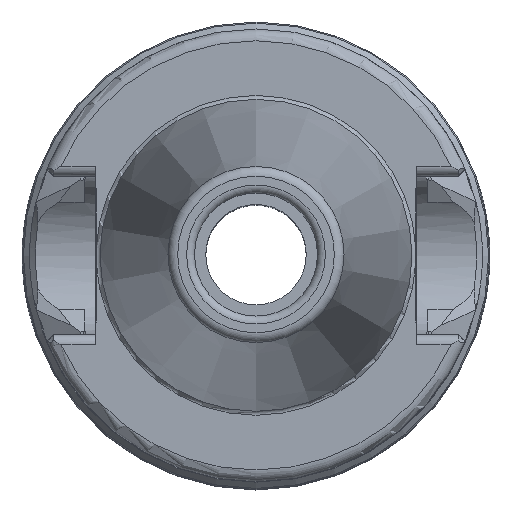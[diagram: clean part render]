
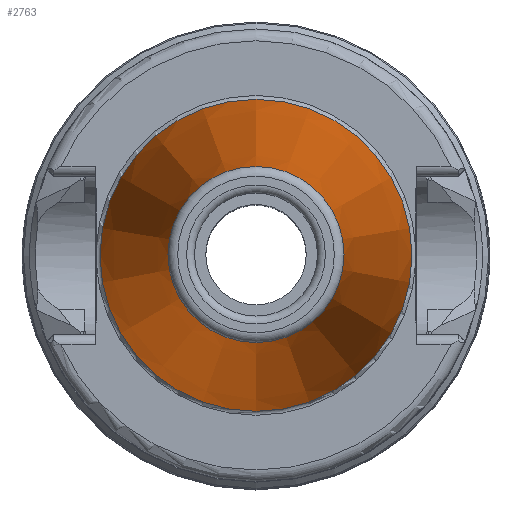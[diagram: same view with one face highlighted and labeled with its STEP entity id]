
A CAD part, top view. The second image highlights one B-rep face of the part: STEP entity #2763.
In plain terms, the highlighted conical face has half-angle 8.297 degrees and reference radius 12.394 mm.
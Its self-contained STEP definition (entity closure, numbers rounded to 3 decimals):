
#450=FACE_OUTER_BOUND('',#625,.T.);
#625=EDGE_LOOP('',(#2590,#2591,#2592,#2593,#2594));
#726=CIRCLE('',#3032,8.941);
#727=CIRCLE('',#3033,8.941);
#763=CIRCLE('',#3091,15.846);
#917=LINE('',#5824,#1071);
#1071=VECTOR('',#3860,12.394);
#1317=VERTEX_POINT('',#5723);
#1318=VERTEX_POINT('',#5725);
#1346=VERTEX_POINT('',#5820);
#1715=EDGE_CURVE('',#1317,#1318,#726,.T.);
#1716=EDGE_CURVE('',#1318,#1317,#727,.T.);
#1760=EDGE_CURVE('',#1346,#1346,#763,.T.);
#1762=EDGE_CURVE('',#1318,#1346,#917,.T.);
#2590=ORIENTED_EDGE('',*,*,#1716,.F.);
#2591=ORIENTED_EDGE('',*,*,#1762,.T.);
#2592=ORIENTED_EDGE('',*,*,#1760,.T.);
#2593=ORIENTED_EDGE('',*,*,#1762,.F.);
#2594=ORIENTED_EDGE('',*,*,#1715,.F.);
#2610=CONICAL_SURFACE('',#3092,12.394,0.145);
#2763=ADVANCED_FACE('',(#450),#2610,.T.);
#3032=AXIS2_PLACEMENT_3D('',#5726,#3729,#3730);
#3033=AXIS2_PLACEMENT_3D('',#5727,#3731,#3732);
#3091=AXIS2_PLACEMENT_3D('',#5821,#3855,#3856);
#3092=AXIS2_PLACEMENT_3D('',#5823,#3858,#3859);
#3729=DIRECTION('center_axis',(0.,0.,1.));
#3730=DIRECTION('ref_axis',(1.,0.,0.));
#3731=DIRECTION('center_axis',(0.,0.,1.));
#3732=DIRECTION('ref_axis',(1.,0.,0.));
#3855=DIRECTION('center_axis',(0.,0.,1.));
#3856=DIRECTION('ref_axis',(1.,0.,0.));
#3858=DIRECTION('center_axis',(0.,0.,-1.));
#3859=DIRECTION('ref_axis',(0.,-1.,0.));
#3860=DIRECTION('',(0.,0.144,-0.99));
#5723=CARTESIAN_POINT('',(8.941,0.,47.544));
#5725=CARTESIAN_POINT('',(0.,8.941,47.544));
#5726=CARTESIAN_POINT('Origin',(0.,0.,47.544));
#5727=CARTESIAN_POINT('Origin',(0.,0.,47.544));
#5820=CARTESIAN_POINT('',(0.,15.846,0.2));
#5821=CARTESIAN_POINT('Origin',(0.,0.,0.2));
#5823=CARTESIAN_POINT('Origin',(0.,0.,23.872));
#5824=CARTESIAN_POINT('',(0.,12.394,23.872));
